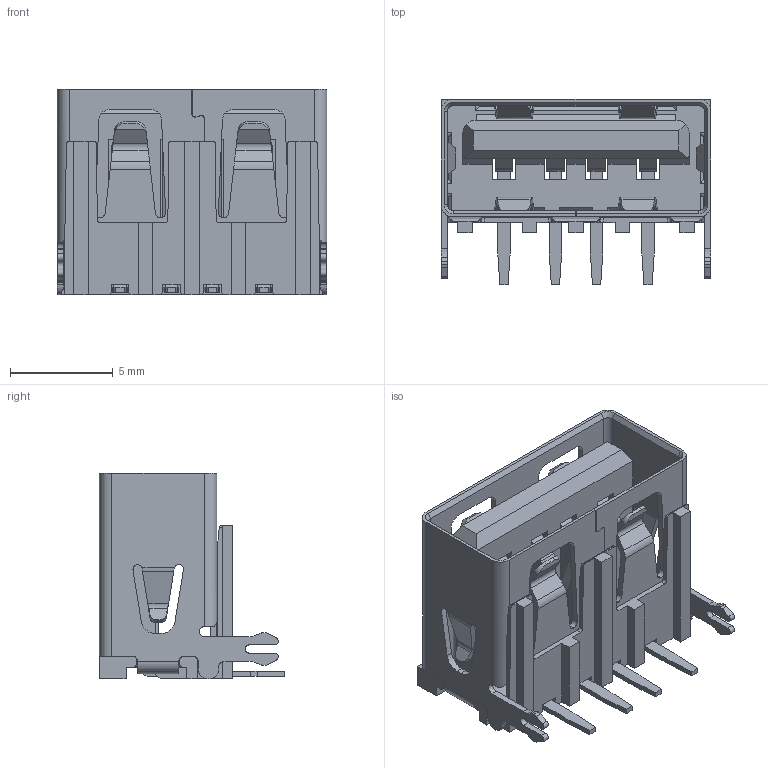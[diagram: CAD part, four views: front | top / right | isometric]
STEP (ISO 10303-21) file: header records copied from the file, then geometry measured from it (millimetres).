
FILE_DESCRIPTION(('STEP AP242'),'1');
FILE_NAME('usb1125-gf-b.stp','2024-03-04T07:41:15',('TraceParts'),('TraceParts S.A.'),'Spatial InterOp 3D',' ',' ');
FILE_SCHEMA(('AP242_MANAGED_MODEL_BASED_3D_ENGINEERING_MIM_LF {1 0 10303 442 1 1 4}'));
Length unit declared in the file: millimetre
Products named in the file (1): usb1125-gf-b_1
Bounding box: 13.1 x 9.01 x 10 mm (x, y, z)
Volume: 290 mm3; surface area: 1459.9 mm2
Topology: 6 solids, 6 shells, 997 faces, 2908 edges, 1914 vertices
Faces by surface type: plane 576, cylinder 377, bspline 40, cone 4
Entity records: 34317 total; most frequent: CARTESIAN_POINT 8881, ORIENTED_EDGE 5816, DIRECTION 4598, EDGE_CURVE 2908, LINE 1976, VECTOR 1976, VERTEX_POINT 1914, AXIS2_PLACEMENT_3D 1311
